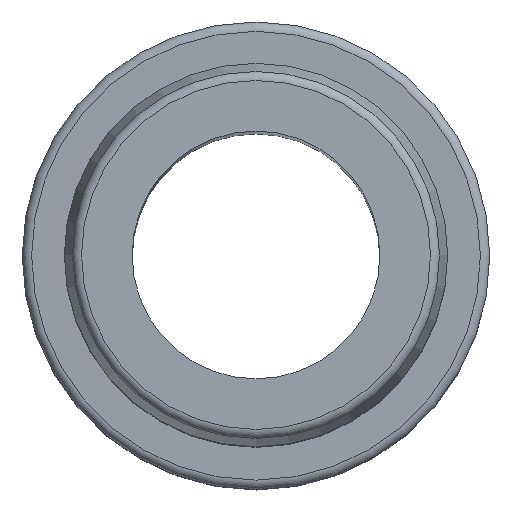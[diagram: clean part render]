
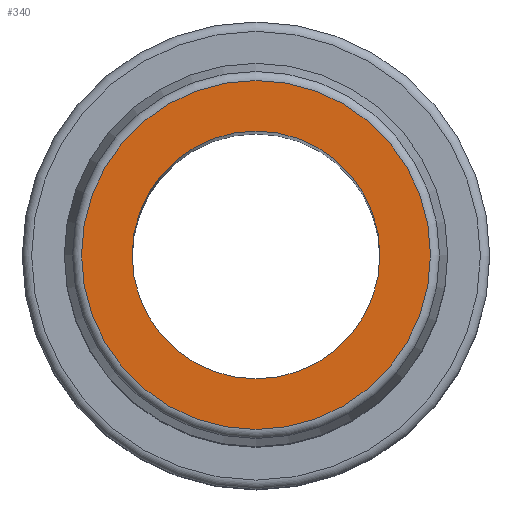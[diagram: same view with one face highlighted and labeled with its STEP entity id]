
A CAD part, top view. The second image highlights one B-rep face of the part: STEP entity #340.
In plain terms, the highlighted planar face has unit normal (0, 0, 1).
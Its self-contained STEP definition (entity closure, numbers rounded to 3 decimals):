
#46=ORIENTED_EDGE('',*,*,#110,.T.);
#47=ORIENTED_EDGE('',*,*,#111,.F.);
#110=EDGE_CURVE('',#142,#142,#174,.T.);
#111=EDGE_CURVE('',#143,#143,#175,.T.);
#142=VERTEX_POINT('',#582);
#143=VERTEX_POINT('',#584);
#174=CIRCLE('',#386,2.65);
#175=CIRCLE('',#387,3.732);
#206=EDGE_LOOP('',(#46));
#207=EDGE_LOOP('',(#47));
#270=FACE_BOUND('',#206,.T.);
#271=FACE_BOUND('',#207,.T.);
#334=PLANE('',#385);
#340=ADVANCED_FACE('',(#270,#271),#334,.T.);
#385=AXIS2_PLACEMENT_3D('',#580,#451,#452);
#386=AXIS2_PLACEMENT_3D('',#581,#453,#454);
#387=AXIS2_PLACEMENT_3D('',#583,#455,#456);
#451=DIRECTION('',(0.,0.,1.));
#452=DIRECTION('',(1.,0.,0.));
#453=DIRECTION('',(0.,0.,-1.));
#454=DIRECTION('',(-1.,0.,0.));
#455=DIRECTION('',(0.,0.,-1.));
#456=DIRECTION('',(-1.,0.,0.));
#580=CARTESIAN_POINT('',(0.,3.732,0.));
#581=CARTESIAN_POINT('',(0.,0.,0.));
#582=CARTESIAN_POINT('',(-2.65,0.,0.));
#583=CARTESIAN_POINT('',(0.,0.,0.));
#584=CARTESIAN_POINT('',(-3.732,0.,0.));
